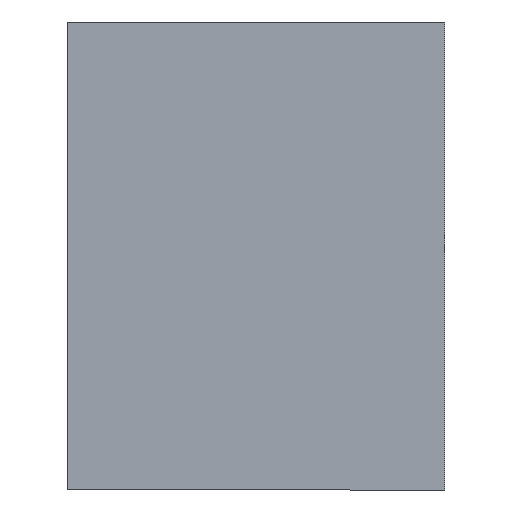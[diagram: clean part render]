
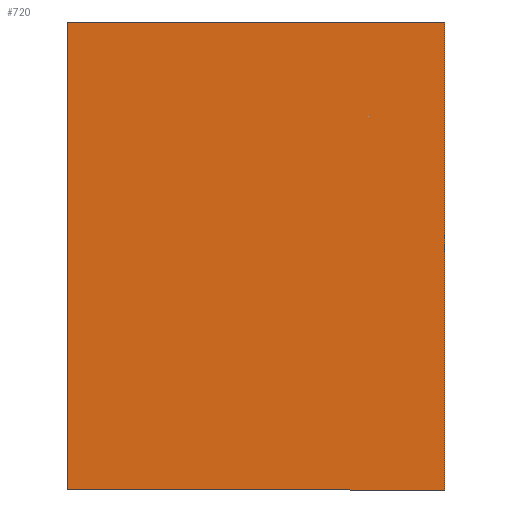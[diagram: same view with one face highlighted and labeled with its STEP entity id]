
A CAD part, front view. The second image highlights one B-rep face of the part: STEP entity #720.
In plain terms, the highlighted planar face has unit normal (0, -1, 0).
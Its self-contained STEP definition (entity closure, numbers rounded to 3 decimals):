
#39 = DIRECTION ( 'NONE',  ( 1., 0., 0. ) ) ;
#51 = CARTESIAN_POINT ( 'NONE',  ( -1., -1., -42.4 ) ) ;
#83 = CARTESIAN_POINT ( 'NONE',  ( -1., -1., -43.4 ) ) ;
#90 = ORIENTED_EDGE ( 'NONE', *, *, #472, .F. ) ;
#122 = EDGE_CURVE ( 'NONE', #702, #180, #663, .T. ) ;
#123 = CARTESIAN_POINT ( 'NONE',  ( -1., -1., 0. ) ) ;
#127 = LINE ( 'NONE', #51, #603 ) ;
#135 = VERTEX_POINT ( 'NONE', #83 ) ;
#136 = CARTESIAN_POINT ( 'NONE',  ( 34., -1., 0. ) ) ;
#178 = DIRECTION ( 'NONE',  ( 0., 0., 1. ) ) ;
#180 = VERTEX_POINT ( 'NONE', #608 ) ;
#187 = ORIENTED_EDGE ( 'NONE', *, *, #122, .F. ) ;
#203 = EDGE_CURVE ( 'NONE', #180, #135, #263, .T. ) ;
#215 = AXIS2_PLACEMENT_3D ( 'NONE', #583, #541, #178 ) ;
#263 = LINE ( 'NONE', #279, #328 ) ;
#264 = VECTOR ( 'NONE', #39, 1000. ) ;
#279 = CARTESIAN_POINT ( 'NONE',  ( 33., -1., -43.4 ) ) ;
#309 = EDGE_CURVE ( 'NONE', #444, #702, #569, .T. ) ;
#315 = EDGE_LOOP ( 'NONE', ( #90, #673, #187, #566 ) ) ;
#328 = VECTOR ( 'NONE', #384, 1000. ) ;
#363 = DIRECTION ( 'NONE',  ( 0., 0., 1. ) ) ;
#384 = DIRECTION ( 'NONE',  ( -1., 0., 0. ) ) ;
#388 = CARTESIAN_POINT ( 'NONE',  ( 0., -1., 0. ) ) ;
#444 = VERTEX_POINT ( 'NONE', #123 ) ;
#472 = EDGE_CURVE ( 'NONE', #135, #444, #127, .T. ) ;
#541 = DIRECTION ( 'NONE',  ( 0., 1., 0. ) ) ;
#542 = VECTOR ( 'NONE', #601, 1000. ) ;
#566 = ORIENTED_EDGE ( 'NONE', *, *, #309, .F. ) ;
#569 = LINE ( 'NONE', #388, #264 ) ;
#583 = CARTESIAN_POINT ( 'NONE',  ( 0., -1., 0. ) ) ;
#601 = DIRECTION ( 'NONE',  ( 0., 0., -1. ) ) ;
#603 = VECTOR ( 'NONE', #363, 1000. ) ;
#608 = CARTESIAN_POINT ( 'NONE',  ( 34., -1., -43.4 ) ) ;
#627 = FACE_OUTER_BOUND ( 'NONE', #315, .T. ) ;
#663 = LINE ( 'NONE', #136, #542 ) ;
#673 = ORIENTED_EDGE ( 'NONE', *, *, #203, .F. ) ;
#702 = VERTEX_POINT ( 'NONE', #731 ) ;
#704 = PLANE ( 'NONE',  #215 ) ;
#720 = ADVANCED_FACE ( 'NONE', ( #627 ), #704, .F. ) ;
#731 = CARTESIAN_POINT ( 'NONE',  ( 34., -1., 0. ) ) ;
